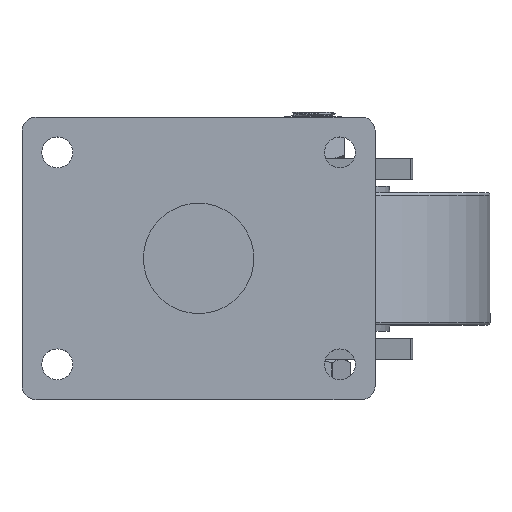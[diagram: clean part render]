
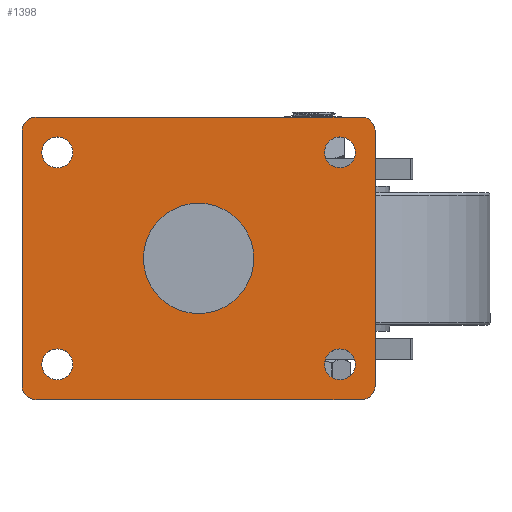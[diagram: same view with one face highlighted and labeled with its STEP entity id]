
A CAD part, top view. The second image highlights one B-rep face of the part: STEP entity #1398.
In plain terms, the highlighted planar face has unit normal (0, 0, 1).
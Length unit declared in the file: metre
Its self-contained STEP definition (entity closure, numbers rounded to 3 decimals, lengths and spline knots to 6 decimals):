
#1398=ADVANCED_FACE('1:5230',(#2558,#2559,#2560,#2561,#2562,#2563),#2564,.T.);
#2558=FACE_BOUND('',#8391,.T.);
#2559=FACE_BOUND('',#8392,.T.);
#2560=FACE_BOUND('',#8393,.T.);
#2561=FACE_BOUND('',#8394,.T.);
#2562=FACE_BOUND('',#8395,.T.);
#2563=FACE_OUTER_BOUND('',#8396,.T.);
#2564=PLANE('',#8397);
#8391=EDGE_LOOP('',(#22916,#22917));
#8392=EDGE_LOOP('',(#22918,#22919));
#8393=EDGE_LOOP('',(#22920,#22921));
#8394=EDGE_LOOP('',(#22922,#22923));
#8395=EDGE_LOOP('',(#22924,#22925));
#8396=EDGE_LOOP('',(#22926,#22927,#22928,#22929,#22930,#22931,#22932,#22933));
#8397=AXIS2_PLACEMENT_3D('',#22934,#22935,#22936);
#22916=ORIENTED_EDGE('',*,*,#30197,.F.);
#22917=ORIENTED_EDGE('',*,*,#30025,.F.);
#22918=ORIENTED_EDGE('',*,*,#30005,.T.);
#22919=ORIENTED_EDGE('',*,*,#30198,.T.);
#22920=ORIENTED_EDGE('',*,*,#29997,.T.);
#22921=ORIENTED_EDGE('',*,*,#30199,.T.);
#22922=ORIENTED_EDGE('',*,*,#29993,.T.);
#22923=ORIENTED_EDGE('',*,*,#30200,.T.);
#22924=ORIENTED_EDGE('',*,*,#30001,.T.);
#22925=ORIENTED_EDGE('',*,*,#30201,.T.);
#22926=ORIENTED_EDGE('',*,*,#30202,.F.);
#22927=ORIENTED_EDGE('',*,*,#30203,.F.);
#22928=ORIENTED_EDGE('',*,*,#30204,.F.);
#22929=ORIENTED_EDGE('',*,*,#30205,.F.);
#22930=ORIENTED_EDGE('',*,*,#30206,.F.);
#22931=ORIENTED_EDGE('',*,*,#30207,.F.);
#22932=ORIENTED_EDGE('',*,*,#30208,.F.);
#22933=ORIENTED_EDGE('',*,*,#30209,.F.);
#22934=CARTESIAN_POINT('',(0.0,0.0,0.0));
#22935=DIRECTION('',(0.0,0.0,1.0));
#22936=DIRECTION('',(1.0,0.0,0.0));
#29993=EDGE_CURVE('1:5329',#32395,#32392,#32396,.F.);
#29997=EDGE_CURVE('1:5326',#32403,#32400,#32404,.F.);
#30001=EDGE_CURVE('1:5332',#32411,#32408,#32412,.F.);
#30005=EDGE_CURVE('1:5323',#32419,#32416,#32420,.F.);
#30025=EDGE_CURVE('1:5317',#32455,#32458,#32459,.T.);
#30197=EDGE_CURVE('1:5317',#32458,#32455,#32742,.T.);
#30198=EDGE_CURVE('1:5323',#32416,#32419,#32743,.F.);
#30199=EDGE_CURVE('1:5326',#32400,#32403,#32744,.F.);
#30200=EDGE_CURVE('1:5329',#32392,#32395,#32745,.F.);
#30201=EDGE_CURVE('1:5332',#32408,#32411,#32746,.F.);
#30202=EDGE_CURVE('1:5335',#32747,#32748,#32749,.T.);
#30203=EDGE_CURVE('1:5338',#32750,#32747,#32751,.T.);
#30204=EDGE_CURVE('1:5341',#32752,#32750,#32753,.T.);
#30205=EDGE_CURVE('1:5344',#32754,#32752,#32755,.T.);
#30206=EDGE_CURVE('1:5347',#32756,#32754,#32757,.T.);
#30207=EDGE_CURVE('1:5350',#32758,#32756,#32759,.T.);
#30208=EDGE_CURVE('1:5353',#32760,#32758,#32761,.T.);
#30209=EDGE_CURVE('1:5356',#32748,#32760,#32762,.T.);
#32392=VERTEX_POINT('',#36306);
#32395=VERTEX_POINT('',#36310);
#32396=CIRCLE('',#36311,0.00875);
#32400=VERTEX_POINT('',#36316);
#32403=VERTEX_POINT('',#36320);
#32404=CIRCLE('',#36321,0.00875);
#32408=VERTEX_POINT('',#36326);
#32411=VERTEX_POINT('',#36330);
#32412=CIRCLE('',#36331,0.00875);
#32416=VERTEX_POINT('',#36336);
#32419=VERTEX_POINT('',#36340);
#32420=CIRCLE('',#36341,0.00875);
#32455=VERTEX_POINT('',#36383);
#32458=VERTEX_POINT('',#36387);
#32459=CIRCLE('',#36388,0.03125);
#32742=CIRCLE('',#38899,0.03125);
#32743=CIRCLE('',#38900,0.00875);
#32744=CIRCLE('',#38901,0.00875);
#32745=CIRCLE('',#38902,0.00875);
#32746=CIRCLE('',#38903,0.00875);
#32747=VERTEX_POINT('',#38904);
#32748=VERTEX_POINT('',#38905);
#32749=CIRCLE('',#38906,0.008);
#32750=VERTEX_POINT('',#38907);
#32751=LINE('',#38908,#38909);
#32752=VERTEX_POINT('',#38910);
#32753=CIRCLE('',#38911,0.008);
#32754=VERTEX_POINT('',#38912);
#32755=LINE('',#38913,#38914);
#32756=VERTEX_POINT('',#38915);
#32757=CIRCLE('',#38916,0.008);
#32758=VERTEX_POINT('',#38917);
#32759=LINE('',#38918,#38919);
#32760=VERTEX_POINT('',#38920);
#32761=CIRCLE('',#38921,0.008);
#32762=LINE('',#38922,#38923);
#36306=CARTESIAN_POINT('',(0.08875,0.06,0.0));
#36310=CARTESIAN_POINT('',(0.07125,0.06,0.0));
#36311=AXIS2_PLACEMENT_3D('',#51482,#51483,#51484);
#36316=CARTESIAN_POINT('',(0.08875,-0.06,0.0));
#36320=CARTESIAN_POINT('',(0.07125,-0.06,0.0));
#36321=AXIS2_PLACEMENT_3D('',#51490,#51491,#51492);
#36326=CARTESIAN_POINT('',(-0.07125,0.06,0.0));
#36330=CARTESIAN_POINT('',(-0.08875,0.06,0.0));
#36331=AXIS2_PLACEMENT_3D('',#51498,#51499,#51500);
#36336=CARTESIAN_POINT('',(-0.07125,-0.06,0.0));
#36340=CARTESIAN_POINT('',(-0.08875,-0.06,0.0));
#36341=AXIS2_PLACEMENT_3D('',#51506,#51507,#51508);
#36383=CARTESIAN_POINT('',(-0.03125,0.,0.0));
#36387=CARTESIAN_POINT('',(0.03125,0.0,0.0));
#36388=AXIS2_PLACEMENT_3D('',#51550,#51551,#51552);
#38899=AXIS2_PLACEMENT_3D('',#51615,#51616,#51617);
#38900=AXIS2_PLACEMENT_3D('',#51618,#51619,#51620);
#38901=AXIS2_PLACEMENT_3D('',#51621,#51622,#51623);
#38902=AXIS2_PLACEMENT_3D('',#51624,#51625,#51626);
#38903=AXIS2_PLACEMENT_3D('',#51627,#51628,#51629);
#38904=CARTESIAN_POINT('',(-0.1,0.072,0.0));
#38905=CARTESIAN_POINT('',(-0.092,0.08,0.0));
#38906=AXIS2_PLACEMENT_3D('',#51630,#51631,#51632);
#38907=CARTESIAN_POINT('',(-0.1,-0.072,0.0));
#38908=CARTESIAN_POINT('',(-0.1,-0.072,0.0));
#38909=VECTOR('',#51633,1.0);
#38910=CARTESIAN_POINT('',(-0.092,-0.08,0.0));
#38911=AXIS2_PLACEMENT_3D('',#51634,#51635,#51636);
#38912=CARTESIAN_POINT('',(0.092,-0.08,0.0));
#38913=CARTESIAN_POINT('',(0.092,-0.08,0.0));
#38914=VECTOR('',#51637,1.0);
#38915=CARTESIAN_POINT('',(0.1,-0.072,0.0));
#38916=AXIS2_PLACEMENT_3D('',#51638,#51639,#51640);
#38917=CARTESIAN_POINT('',(0.1,0.072,0.0));
#38918=CARTESIAN_POINT('',(0.1,0.072,0.0));
#38919=VECTOR('',#51641,1.0);
#38920=CARTESIAN_POINT('',(0.092,0.08,0.0));
#38921=AXIS2_PLACEMENT_3D('',#51642,#51643,#51644);
#38922=CARTESIAN_POINT('',(-0.092,0.08,0.0));
#38923=VECTOR('',#51645,1.0);
#51482=CARTESIAN_POINT('',(0.08,0.06,0.0));
#51483=DIRECTION('',(0.0,0.0,1.0));
#51484=DIRECTION('',(1.0,0.0,0.0));
#51490=CARTESIAN_POINT('',(0.08,-0.06,0.0));
#51491=DIRECTION('',(0.0,0.0,1.0));
#51492=DIRECTION('',(1.0,0.0,0.0));
#51498=CARTESIAN_POINT('',(-0.08,0.06,0.0));
#51499=DIRECTION('',(0.0,0.0,1.0));
#51500=DIRECTION('',(1.0,0.0,0.0));
#51506=CARTESIAN_POINT('',(-0.08,-0.06,0.0));
#51507=DIRECTION('',(0.0,0.0,1.0));
#51508=DIRECTION('',(1.0,0.0,0.0));
#51550=CARTESIAN_POINT('',(0.0,0.0,0.0));
#51551=DIRECTION('',(0.0,0.0,1.0));
#51552=DIRECTION('',(1.0,0.0,-0.0));
#51615=CARTESIAN_POINT('',(0.0,0.0,0.0));
#51616=DIRECTION('',(0.0,0.0,1.0));
#51617=DIRECTION('',(1.0,0.0,-0.0));
#51618=CARTESIAN_POINT('',(-0.08,-0.06,0.0));
#51619=DIRECTION('',(0.0,0.0,1.0));
#51620=DIRECTION('',(1.0,0.0,0.0));
#51621=CARTESIAN_POINT('',(0.08,-0.06,0.0));
#51622=DIRECTION('',(0.0,0.0,1.0));
#51623=DIRECTION('',(1.0,0.0,0.0));
#51624=CARTESIAN_POINT('',(0.08,0.06,0.0));
#51625=DIRECTION('',(0.0,0.0,1.0));
#51626=DIRECTION('',(1.0,0.0,0.0));
#51627=CARTESIAN_POINT('',(-0.08,0.06,0.0));
#51628=DIRECTION('',(0.0,0.0,1.0));
#51629=DIRECTION('',(1.0,0.0,0.0));
#51630=CARTESIAN_POINT('',(-0.092,0.072,0.0));
#51631=DIRECTION('',(0.0,0.0,-1.0));
#51632=DIRECTION('',(-1.0,0.0,0.0));
#51633=DIRECTION('',(0.0,1.0,0.0));
#51634=CARTESIAN_POINT('',(-0.092,-0.072,0.0));
#51635=DIRECTION('',(-0.0,-0.0,-1.0));
#51636=DIRECTION('',(0.0,-1.0,0.0));
#51637=DIRECTION('',(-1.0,0.0,0.0));
#51638=CARTESIAN_POINT('',(0.092,-0.072,0.0));
#51639=DIRECTION('',(0.0,0.0,-1.0));
#51640=DIRECTION('',(1.0,0.0,0.0));
#51641=DIRECTION('',(0.0,-1.0,0.0));
#51642=CARTESIAN_POINT('',(0.092,0.072,0.0));
#51643=DIRECTION('',(0.0,0.0,-1.0));
#51644=DIRECTION('',(0.0,1.0,0.0));
#51645=DIRECTION('',(1.0,0.0,0.0));
